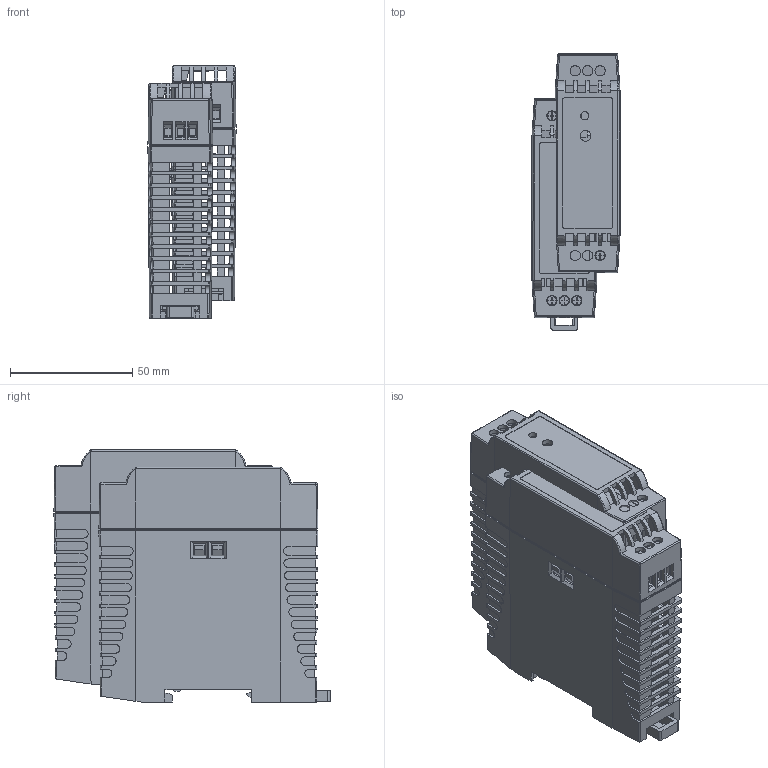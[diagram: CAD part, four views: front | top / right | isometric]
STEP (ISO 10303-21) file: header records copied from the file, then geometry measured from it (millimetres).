
FILE_DESCRIPTION( ( 'Unknown' ), '1' );
FILE_NAME( 'TPC030-124.stp', 'Unknown', ( 'Unknown' ), ( 'Unknown' ), 'PSStep 13.0', 'Unknown', ' ' );
FILE_SCHEMA( ( 'AUTOMOTIVE_DESIGN { 1 0 10303 214 1 1 1 1 }' ) );
Length unit declared in the file: millimetre
Products named in the file (8): Assem1; 24300193-LATCH; 23500275-CONNECTOR; 22200006-POT; 21500012-LED; 24600284-HOOD; 24600282-CHASSIS; 23500406-CONNECTOR
Bounding box: 36.02 x 112.86 x 103.05 mm (x, y, z)
Volume: 90395.9 mm3; surface area: 111369 mm2
Topology: 15 solids, 15 shells, 2161 faces, 6624 edges, 4334 vertices
Faces by surface type: plane 1817, cylinder 314, sphere 14, revolution 10, torus 6
Full cylindrical faces by diameter (mm): 0.51 x6, 1 x2, 2.9 x2, 3.15 x2, 3.4 x2, 3.8 x9, 4.2 x12, 4.4 x2, 4.8 x2, 5.8 x2
Entity records: 60005 total; most frequent: CARTESIAN_POINT 6460, ORIENTED_EDGE 6258, DIRECTION 5482, PRESENTATION_STYLE_ASSIGNMENT 4553, COLOUR_RGB 4553, STYLED_ITEM 3747, CURVE_STYLE 3536, DRAUGHTING_PRE_DEFINED_CURVE_FONT 3536
